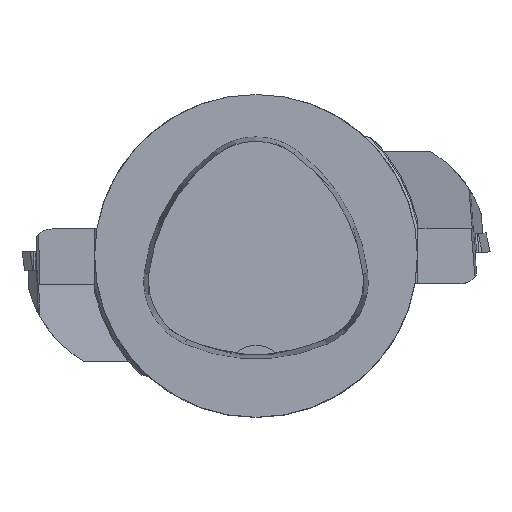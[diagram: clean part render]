
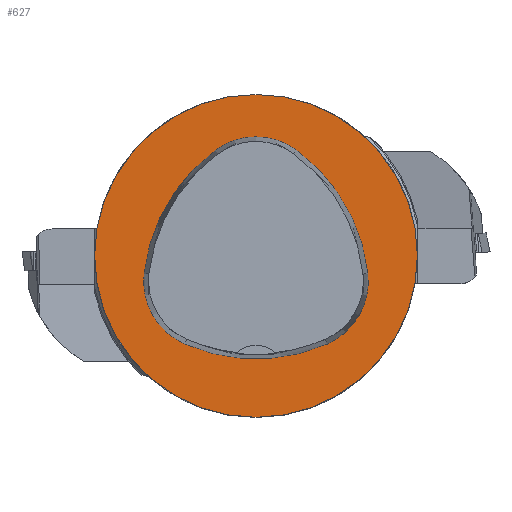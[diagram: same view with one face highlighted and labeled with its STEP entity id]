
A CAD part, top view. The second image highlights one B-rep face of the part: STEP entity #627.
In plain terms, the highlighted planar face has unit normal (0, 0, 1).
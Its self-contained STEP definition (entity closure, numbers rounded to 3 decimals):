
#318=FACE_BOUND('',#1038,.T.);
#319=FACE_BOUND('',#1039,.T.);
#436=PLANE('',#3959);
#627=ADVANCED_FACE('',(#318,#319),#436,.T.);
#1038=EDGE_LOOP('',(#2182,#2183,#2184,#2185,#2186,#2187));
#1039=EDGE_LOOP('',(#2188));
#1266=CIRCLE('',#3931,40.);
#1267=CIRCLE('',#3937,44.);
#1269=CIRCLE('',#3940,17.);
#1271=CIRCLE('',#3943,44.);
#1273=CIRCLE('',#3946,17.);
#1277=CIRCLE('',#3951,44.);
#1279=CIRCLE('',#3954,17.);
#2182=ORIENTED_EDGE('',*,*,#3006,.T.);
#2183=ORIENTED_EDGE('',*,*,#2986,.T.);
#2184=ORIENTED_EDGE('',*,*,#2990,.T.);
#2185=ORIENTED_EDGE('',*,*,#2993,.T.);
#2186=ORIENTED_EDGE('',*,*,#2996,.T.);
#2187=ORIENTED_EDGE('',*,*,#3004,.T.);
#2188=ORIENTED_EDGE('',*,*,#2977,.F.);
#2521=VERTEX_POINT('',#6593);
#2530=VERTEX_POINT('',#6612);
#2531=VERTEX_POINT('',#6613);
#2534=VERTEX_POINT('',#6621);
#2536=VERTEX_POINT('',#6627);
#2538=VERTEX_POINT('',#6633);
#2545=VERTEX_POINT('',#6654);
#2977=EDGE_CURVE('',#2521,#2521,#1266,.T.);
#2986=EDGE_CURVE('',#2530,#2531,#1267,.T.);
#2990=EDGE_CURVE('',#2531,#2534,#1269,.T.);
#2993=EDGE_CURVE('',#2534,#2536,#1271,.T.);
#2996=EDGE_CURVE('',#2536,#2538,#1273,.T.);
#3004=EDGE_CURVE('',#2538,#2545,#1277,.T.);
#3006=EDGE_CURVE('',#2545,#2530,#1279,.T.);
#3931=AXIS2_PLACEMENT_3D('',#6592,#4728,#4729);
#3937=AXIS2_PLACEMENT_3D('',#6611,#4744,#4745);
#3940=AXIS2_PLACEMENT_3D('',#6620,#4752,#4753);
#3943=AXIS2_PLACEMENT_3D('',#6626,#4759,#4760);
#3946=AXIS2_PLACEMENT_3D('',#6632,#4766,#4767);
#3951=AXIS2_PLACEMENT_3D('',#6655,#4778,#4779);
#3954=AXIS2_PLACEMENT_3D('',#6658,#4784,#4785);
#3959=AXIS2_PLACEMENT_3D('',#6663,#4794,#4795);
#4728=DIRECTION('',(0.,0.,-1.));
#4729=DIRECTION('',(-1.,0.,0.));
#4744=DIRECTION('',(0.,0.,-1.));
#4745=DIRECTION('',(-1.,0.,0.));
#4752=DIRECTION('',(0.,0.,-1.));
#4753=DIRECTION('',(-1.,0.,0.));
#4759=DIRECTION('',(0.,0.,-1.));
#4760=DIRECTION('',(-1.,0.,0.));
#4766=DIRECTION('',(0.,0.,-1.));
#4767=DIRECTION('',(-1.,0.,0.));
#4778=DIRECTION('',(0.,0.,-1.));
#4779=DIRECTION('',(-1.,0.,0.));
#4784=DIRECTION('',(0.,0.,-1.));
#4785=DIRECTION('',(-1.,0.,0.));
#4794=DIRECTION('',(0.,0.,1.));
#4795=DIRECTION('',(1.,0.,0.));
#6592=CARTESIAN_POINT('',(0.,0.,0.));
#6593=CARTESIAN_POINT('',(-40.,0.,0.));
#6611=CARTESIAN_POINT('',(16.01,-9.224,0.));
#6612=CARTESIAN_POINT('',(-27.722,-4.378,0.));
#6613=CARTESIAN_POINT('',(-10.119,26.178,0.));
#6620=CARTESIAN_POINT('',(-0.023,12.5,0.));
#6621=CARTESIAN_POINT('',(10.049,26.194,0.));
#6626=CARTESIAN_POINT('',(-16.021,-9.25,0.));
#6627=CARTESIAN_POINT('',(27.71,-4.394,0.));
#6632=CARTESIAN_POINT('',(10.814,-6.27,0.));
#6633=CARTESIAN_POINT('',(17.611,-21.852,0.));
#6654=CARTESIAN_POINT('',(-17.652,-21.819,0.));
#6655=CARTESIAN_POINT('',(0.017,18.477,0.));
#6658=CARTESIAN_POINT('',(-10.825,-6.25,0.));
#6663=CARTESIAN_POINT('',(0.,0.,0.));
